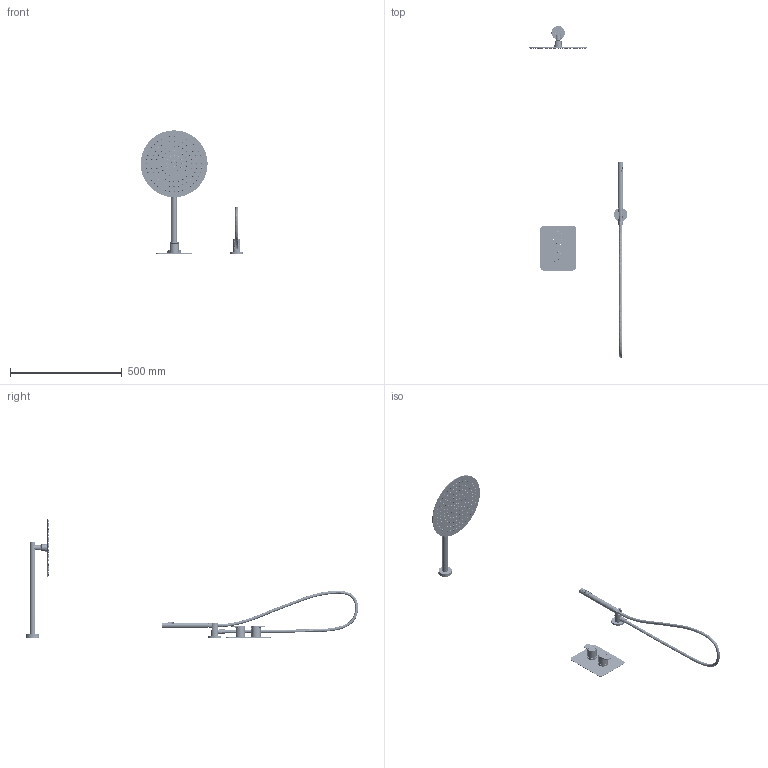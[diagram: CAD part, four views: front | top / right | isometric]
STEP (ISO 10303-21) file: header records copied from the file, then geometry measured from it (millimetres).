
FILE_DESCRIPTION (( 'STEP AP203' ), '1' );
FILE_NAME ('36DP09524.STEP', '2025-08-25T07:32:19', ( '' ), ( '' ), 'SwSTEP 2.0', 'SolidWorks 2021', '' );
FILE_SCHEMA (( 'CONFIG_CONTROL_DESIGN' ));
Products named in the file (1): 36DP09524
Bounding box: 460 x 1487.02 x 552.72 mm (x, y, z)
Surface area: 706966.2 mm2 (no closed solid volume)
Topology: 0 solids, 24 shells, 3048 faces, 7175 edges, 4846 vertices
Faces by surface type: plane 976, bspline 910, cylinder 713, cone 411, torus 34, sphere 4
Full cylindrical faces by diameter (mm): 1.2 x132, 3.1 x2, 3.3 x2, 4 x265, 4.15 x1, 4.5 x2, 4.65 x1, 5.8 x132, 7 x1, 9.8 x1, 10.1 x1, 10.2 x1, 12.45 x1, 12.5 x2, 14 x1, 15 x2, 16.182 x1, 16.45 x2, 18 x4, 18.1 x1, 18.7 x1, 18.968 x1, 19 x1, 19.1 x4, 20 x1, 20.45 x3, 20.8 x1, 21 x3, 21.268 x1, 21.3 x1
Entity records: 121293 total; most frequent: CARTESIAN_POINT 65104, DIRECTION 10189, ORIENTED_EDGE 9578, EDGE_LOOP 5950, EDGE_CURVE 4791, AXIS2_PLACEMENT_3D 4599, FACE_OUTER_BOUND 4322, VERTEX_POINT 4149
